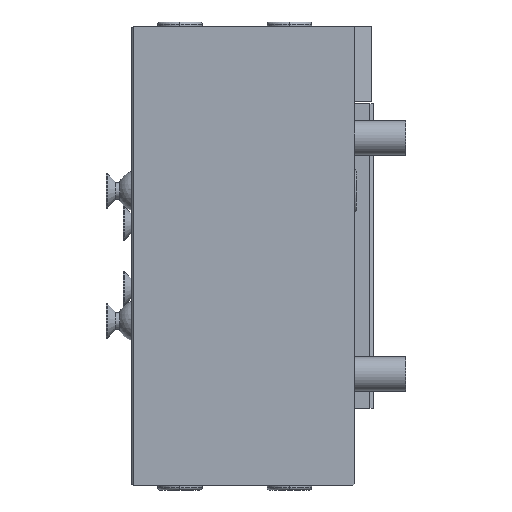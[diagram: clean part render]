
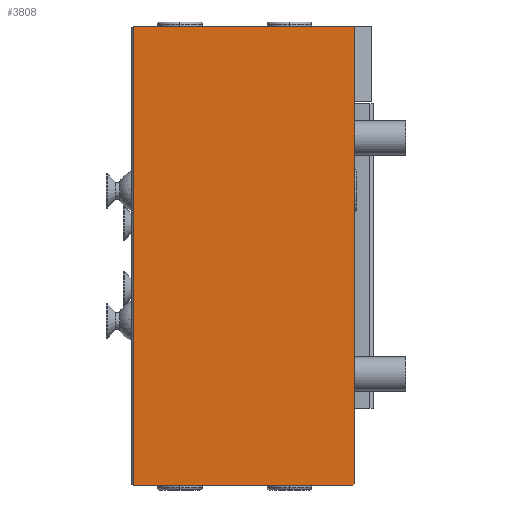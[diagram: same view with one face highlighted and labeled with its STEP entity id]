
A CAD part, front view. The second image highlights one B-rep face of the part: STEP entity #3808.
In plain terms, the highlighted planar face has unit normal (0, -1, 0).
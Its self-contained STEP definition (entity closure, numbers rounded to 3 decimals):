
#783=DIRECTION('',(-1.,0.,0.));
#784=VECTOR('',#783,64.);
#785=CARTESIAN_POINT('',(-0.5,-45.,-67.));
#786=LINE('',#785,#784);
#799=DIRECTION('',(0.,0.,1.));
#800=VECTOR('',#799,134.);
#801=CARTESIAN_POINT('',(-64.5,-45.,-67.));
#802=LINE('',#801,#800);
#803=DIRECTION('',(0.,0.,1.));
#804=VECTOR('',#803,22.);
#805=CARTESIAN_POINT('',(0.,-45.,45.));
#806=LINE('',#805,#804);
#807=DIRECTION('',(0.,0.,1.));
#808=VECTOR('',#807,111.5);
#809=CARTESIAN_POINT('',(0.,-45.,-66.5));
#810=LINE('',#809,#808);
#811=DIRECTION('',(0.707,0.,0.707));
#812=VECTOR('',#811,0.707);
#813=CARTESIAN_POINT('',(-0.5,-45.,-67.));
#814=LINE('',#813,#812);
#831=DIRECTION('',(-1.,0.,0.));
#832=VECTOR('',#831,64.5);
#833=CARTESIAN_POINT('',(0.,-45.,67.));
#834=LINE('',#833,#832);
#2193=CARTESIAN_POINT('',(-64.5,-45.,-67.));
#2194=VERTEX_POINT('',#2193);
#2195=CARTESIAN_POINT('',(-64.5,-45.,67.));
#2196=VERTEX_POINT('',#2195);
#2245=CARTESIAN_POINT('',(-0.5,-45.,-67.));
#2246=VERTEX_POINT('',#2245);
#2249=CARTESIAN_POINT('',(0.,-45.,67.));
#2251=VERTEX_POINT('',#2249);
#2255=CARTESIAN_POINT('',(0.,-45.,45.));
#2256=VERTEX_POINT('',#2255);
#2267=CARTESIAN_POINT('',(0.,-45.,-66.5));
#2268=VERTEX_POINT('',#2267);
#3793=CARTESIAN_POINT('',(5.,-45.,67.));
#3794=DIRECTION('',(0.,-1.,0.));
#3795=DIRECTION('',(-1.,0.,0.));
#3796=AXIS2_PLACEMENT_3D('',#3793,#3794,#3795);
#3797=PLANE('',#3796);
#3798=ORIENTED_EDGE('',*,*,#3784,.T.);
#3800=ORIENTED_EDGE('',*,*,#3799,.F.);
#3802=ORIENTED_EDGE('',*,*,#3801,.F.);
#3803=ORIENTED_EDGE('',*,*,#3627,.F.);
#3804=ORIENTED_EDGE('',*,*,#3744,.F.);
#3805=ORIENTED_EDGE('',*,*,#3757,.T.);
#3806=EDGE_LOOP('',(#3798,#3800,#3802,#3803,#3804,#3805));
#3807=FACE_OUTER_BOUND('',#3806,.F.);
#3808=ADVANCED_FACE('',(#3807),#3797,.T.);
#3627=EDGE_CURVE('',#2268,#2256,#810,.T.);
#3744=EDGE_CURVE('',#2246,#2268,#814,.T.);
#3757=EDGE_CURVE('',#2246,#2194,#786,.T.);
#3784=EDGE_CURVE('',#2194,#2196,#802,.T.);
#3799=EDGE_CURVE('',#2251,#2196,#834,.T.);
#3801=EDGE_CURVE('',#2256,#2251,#806,.T.);
